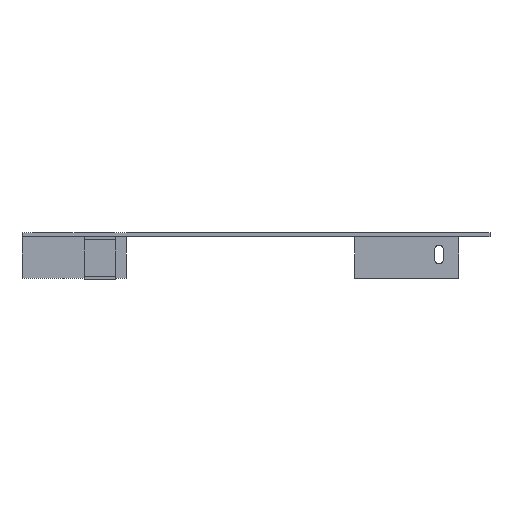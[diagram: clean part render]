
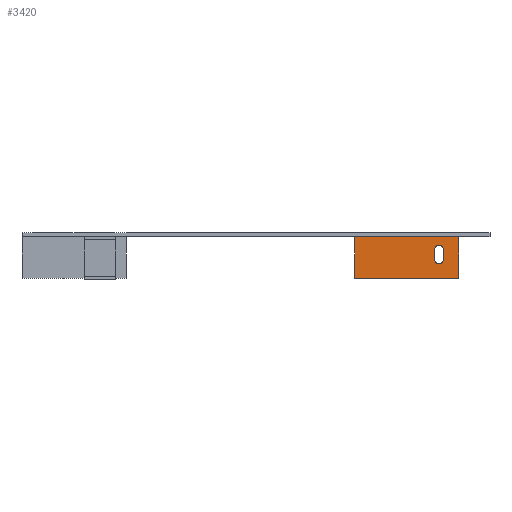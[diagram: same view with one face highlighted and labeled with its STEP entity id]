
A CAD part, front view. The second image highlights one B-rep face of the part: STEP entity #3420.
In plain terms, the highlighted planar face has unit normal (0, -1, 0).
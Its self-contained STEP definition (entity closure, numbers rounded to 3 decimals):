
#141 = VERTEX_POINT('',#142);
#142 = CARTESIAN_POINT('',(420.,350.,0.));
#156 = PLANE('',#157);
#157 = AXIS2_PLACEMENT_3D('',#158,#159,#160);
#158 = CARTESIAN_POINT('',(420.,350.,0.));
#159 = DIRECTION('',(1.,0.,0.));
#160 = DIRECTION('',(0.,1.,0.));
#182 = PLANE('',#183);
#183 = AXIS2_PLACEMENT_3D('',#184,#185,#186);
#184 = CARTESIAN_POINT('',(216.431,219.577,0.));
#185 = DIRECTION('',(0.,0.,1.));
#186 = DIRECTION('',(1.,0.,0.));
#351 = EDGE_CURVE('',#352,#141,#354,.T.);
#352 = VERTEX_POINT('',#353);
#353 = CARTESIAN_POINT('',(320.,350.,0.));
#354 = SURFACE_CURVE('',#355,(#359,#366),.PCURVE_S1.);
#355 = LINE('',#356,#357);
#356 = CARTESIAN_POINT('',(320.,350.,0.));
#357 = VECTOR('',#358,1.);
#358 = DIRECTION('',(1.,0.,0.));
#359 = PCURVE('',#182,#360);
#360 = DEFINITIONAL_REPRESENTATION('',(#361),#365);
#361 = LINE('',#362,#363);
#362 = CARTESIAN_POINT('',(103.569,130.423));
#363 = VECTOR('',#364,1.);
#364 = DIRECTION('',(1.,0.));
#365 = ( GEOMETRIC_REPRESENTATION_CONTEXT(2) 
PARAMETRIC_REPRESENTATION_CONTEXT() REPRESENTATION_CONTEXT('2D SPACE',''
  ) );
#366 = PCURVE('',#367,#372);
#367 = PLANE('',#368);
#368 = AXIS2_PLACEMENT_3D('',#369,#370,#371);
#369 = CARTESIAN_POINT('',(320.,350.,0.));
#370 = DIRECTION('',(0.,-1.,0.));
#371 = DIRECTION('',(1.,0.,0.));
#372 = DEFINITIONAL_REPRESENTATION('',(#373),#377);
#373 = LINE('',#374,#375);
#374 = CARTESIAN_POINT('',(0.,0.));
#375 = VECTOR('',#376,1.);
#376 = DIRECTION('',(1.,0.));
#377 = ( GEOMETRIC_REPRESENTATION_CONTEXT(2) 
PARAMETRIC_REPRESENTATION_CONTEXT() REPRESENTATION_CONTEXT('2D SPACE',''
  ) );
#1431 = EDGE_CURVE('',#141,#1432,#1434,.T.);
#1432 = VERTEX_POINT('',#1433);
#1433 = CARTESIAN_POINT('',(420.,350.,-40.));
#1434 = SURFACE_CURVE('',#1435,(#1439,#1446),.PCURVE_S1.);
#1435 = LINE('',#1436,#1437);
#1436 = CARTESIAN_POINT('',(420.,350.,0.));
#1437 = VECTOR('',#1438,1.);
#1438 = DIRECTION('',(0.,0.,-1.));
#1439 = PCURVE('',#156,#1440);
#1440 = DEFINITIONAL_REPRESENTATION('',(#1441),#1445);
#1441 = LINE('',#1442,#1443);
#1442 = CARTESIAN_POINT('',(0.,0.));
#1443 = VECTOR('',#1444,1.);
#1444 = DIRECTION('',(0.,-1.));
#1445 = ( GEOMETRIC_REPRESENTATION_CONTEXT(2) 
PARAMETRIC_REPRESENTATION_CONTEXT() REPRESENTATION_CONTEXT('2D SPACE',''
  ) );
#1446 = PCURVE('',#367,#1447);
#1447 = DEFINITIONAL_REPRESENTATION('',(#1448),#1452);
#1448 = LINE('',#1449,#1450);
#1449 = CARTESIAN_POINT('',(100.,0.));
#1450 = VECTOR('',#1451,1.);
#1451 = DIRECTION('',(0.,-1.));
#1452 = ( GEOMETRIC_REPRESENTATION_CONTEXT(2) 
PARAMETRIC_REPRESENTATION_CONTEXT() REPRESENTATION_CONTEXT('2D SPACE',''
  ) );
#1470 = PLANE('',#1471);
#1471 = AXIS2_PLACEMENT_3D('',#1472,#1473,#1474);
#1472 = CARTESIAN_POINT('',(210.,351.5,-40.));
#1473 = DIRECTION('',(0.,0.,1.));
#1474 = DIRECTION('',(1.,0.,0.));
#3408 = PLANE('',#3409);
#3409 = AXIS2_PLACEMENT_3D('',#3410,#3411,#3412);
#3410 = CARTESIAN_POINT('',(320.,353.,0.));
#3411 = DIRECTION('',(-1.,-0.,-0.));
#3412 = DIRECTION('',(0.,-1.,0.));
#3420 = ADVANCED_FACE('',(#3421,#3469),#367,.T.);
#3421 = FACE_BOUND('',#3422,.T.);
#3422 = EDGE_LOOP('',(#3423,#3446,#3467,#3468));
#3423 = ORIENTED_EDGE('',*,*,#3424,.T.);
#3424 = EDGE_CURVE('',#352,#3425,#3427,.T.);
#3425 = VERTEX_POINT('',#3426);
#3426 = CARTESIAN_POINT('',(320.,350.,-40.));
#3427 = SURFACE_CURVE('',#3428,(#3432,#3439),.PCURVE_S1.);
#3428 = LINE('',#3429,#3430);
#3429 = CARTESIAN_POINT('',(320.,350.,0.));
#3430 = VECTOR('',#3431,1.);
#3431 = DIRECTION('',(0.,0.,-1.));
#3432 = PCURVE('',#367,#3433);
#3433 = DEFINITIONAL_REPRESENTATION('',(#3434),#3438);
#3434 = LINE('',#3435,#3436);
#3435 = CARTESIAN_POINT('',(0.,0.));
#3436 = VECTOR('',#3437,1.);
#3437 = DIRECTION('',(0.,-1.));
#3438 = ( GEOMETRIC_REPRESENTATION_CONTEXT(2) 
PARAMETRIC_REPRESENTATION_CONTEXT() REPRESENTATION_CONTEXT('2D SPACE',''
  ) );
#3439 = PCURVE('',#3408,#3440);
#3440 = DEFINITIONAL_REPRESENTATION('',(#3441),#3445);
#3441 = LINE('',#3442,#3443);
#3442 = CARTESIAN_POINT('',(3.,0.));
#3443 = VECTOR('',#3444,1.);
#3444 = DIRECTION('',(0.,-1.));
#3445 = ( GEOMETRIC_REPRESENTATION_CONTEXT(2) 
PARAMETRIC_REPRESENTATION_CONTEXT() REPRESENTATION_CONTEXT('2D SPACE',''
  ) );
#3446 = ORIENTED_EDGE('',*,*,#3447,.T.);
#3447 = EDGE_CURVE('',#3425,#1432,#3448,.T.);
#3448 = SURFACE_CURVE('',#3449,(#3453,#3460),.PCURVE_S1.);
#3449 = LINE('',#3450,#3451);
#3450 = CARTESIAN_POINT('',(320.,350.,-40.));
#3451 = VECTOR('',#3452,1.);
#3452 = DIRECTION('',(1.,0.,0.));
#3453 = PCURVE('',#367,#3454);
#3454 = DEFINITIONAL_REPRESENTATION('',(#3455),#3459);
#3455 = LINE('',#3456,#3457);
#3456 = CARTESIAN_POINT('',(0.,-40.));
#3457 = VECTOR('',#3458,1.);
#3458 = DIRECTION('',(1.,0.));
#3459 = ( GEOMETRIC_REPRESENTATION_CONTEXT(2) 
PARAMETRIC_REPRESENTATION_CONTEXT() REPRESENTATION_CONTEXT('2D SPACE',''
  ) );
#3460 = PCURVE('',#1470,#3461);
#3461 = DEFINITIONAL_REPRESENTATION('',(#3462),#3466);
#3462 = LINE('',#3463,#3464);
#3463 = CARTESIAN_POINT('',(110.,-1.5));
#3464 = VECTOR('',#3465,1.);
#3465 = DIRECTION('',(1.,0.));
#3466 = ( GEOMETRIC_REPRESENTATION_CONTEXT(2) 
PARAMETRIC_REPRESENTATION_CONTEXT() REPRESENTATION_CONTEXT('2D SPACE',''
  ) );
#3467 = ORIENTED_EDGE('',*,*,#1431,.F.);
#3468 = ORIENTED_EDGE('',*,*,#351,.F.);
#3469 = FACE_BOUND('',#3470,.T.);
#3470 = EDGE_LOOP('',(#3471,#3501,#3534,#3562));
#3471 = ORIENTED_EDGE('',*,*,#3472,.F.);
#3472 = EDGE_CURVE('',#3473,#3475,#3477,.T.);
#3473 = VERTEX_POINT('',#3474);
#3474 = CARTESIAN_POINT('',(397.,350.,-12.));
#3475 = VERTEX_POINT('',#3476);
#3476 = CARTESIAN_POINT('',(397.,350.,-22.));
#3477 = SURFACE_CURVE('',#3478,(#3482,#3489),.PCURVE_S1.);
#3478 = LINE('',#3479,#3480);
#3479 = CARTESIAN_POINT('',(397.,350.,-11.));
#3480 = VECTOR('',#3481,1.);
#3481 = DIRECTION('',(-0.,-0.,-1.));
#3482 = PCURVE('',#367,#3483);
#3483 = DEFINITIONAL_REPRESENTATION('',(#3484),#3488);
#3484 = LINE('',#3485,#3486);
#3485 = CARTESIAN_POINT('',(77.,-11.));
#3486 = VECTOR('',#3487,1.);
#3487 = DIRECTION('',(0.,-1.));
#3488 = ( GEOMETRIC_REPRESENTATION_CONTEXT(2) 
PARAMETRIC_REPRESENTATION_CONTEXT() REPRESENTATION_CONTEXT('2D SPACE',''
  ) );
#3489 = PCURVE('',#3490,#3495);
#3490 = PLANE('',#3491);
#3491 = AXIS2_PLACEMENT_3D('',#3492,#3493,#3494);
#3492 = CARTESIAN_POINT('',(397.,353.,-22.));
#3493 = DIRECTION('',(-1.,0.,0.));
#3494 = DIRECTION('',(0.,0.,1.));
#3495 = DEFINITIONAL_REPRESENTATION('',(#3496),#3500);
#3496 = LINE('',#3497,#3498);
#3497 = CARTESIAN_POINT('',(11.,-3.));
#3498 = VECTOR('',#3499,1.);
#3499 = DIRECTION('',(-1.,0.));
#3500 = ( GEOMETRIC_REPRESENTATION_CONTEXT(2) 
PARAMETRIC_REPRESENTATION_CONTEXT() REPRESENTATION_CONTEXT('2D SPACE',''
  ) );
#3501 = ORIENTED_EDGE('',*,*,#3502,.T.);
#3502 = EDGE_CURVE('',#3473,#3503,#3505,.T.);
#3503 = VERTEX_POINT('',#3504);
#3504 = CARTESIAN_POINT('',(405.,350.,-12.));
#3505 = SURFACE_CURVE('',#3506,(#3511,#3522),.PCURVE_S1.);
#3506 = CIRCLE('',#3507,4.);
#3507 = AXIS2_PLACEMENT_3D('',#3508,#3509,#3510);
#3508 = CARTESIAN_POINT('',(401.,350.,-12.));
#3509 = DIRECTION('',(0.,1.,0.));
#3510 = DIRECTION('',(-1.,0.,0.));
#3511 = PCURVE('',#367,#3512);
#3512 = DEFINITIONAL_REPRESENTATION('',(#3513),#3521);
#3513 = ( BOUNDED_CURVE() B_SPLINE_CURVE(2,(#3514,#3515,#3516,#3517,
#3518,#3519,#3520),.UNSPECIFIED.,.T.,.F.) B_SPLINE_CURVE_WITH_KNOTS((1,2
    ,2,2,2,1),(-2.094,0.,2.094,4.189,
6.283,8.378),.UNSPECIFIED.) CURVE() 
GEOMETRIC_REPRESENTATION_ITEM() RATIONAL_B_SPLINE_CURVE((1.,0.5,1.,0.5,
1.,0.5,1.)) REPRESENTATION_ITEM('') );
#3514 = CARTESIAN_POINT('',(77.,-12.));
#3515 = CARTESIAN_POINT('',(77.,-5.072));
#3516 = CARTESIAN_POINT('',(83.,-8.536));
#3517 = CARTESIAN_POINT('',(89.,-12.));
#3518 = CARTESIAN_POINT('',(83.,-15.464));
#3519 = CARTESIAN_POINT('',(77.,-18.928));
#3520 = CARTESIAN_POINT('',(77.,-12.));
#3521 = ( GEOMETRIC_REPRESENTATION_CONTEXT(2) 
PARAMETRIC_REPRESENTATION_CONTEXT() REPRESENTATION_CONTEXT('2D SPACE',''
  ) );
#3522 = PCURVE('',#3523,#3528);
#3523 = CYLINDRICAL_SURFACE('',#3524,4.);
#3524 = AXIS2_PLACEMENT_3D('',#3525,#3526,#3527);
#3525 = CARTESIAN_POINT('',(401.,353.,-12.));
#3526 = DIRECTION('',(0.,1.,0.));
#3527 = DIRECTION('',(-1.,0.,0.));
#3528 = DEFINITIONAL_REPRESENTATION('',(#3529),#3533);
#3529 = LINE('',#3530,#3531);
#3530 = CARTESIAN_POINT('',(0.,-3.));
#3531 = VECTOR('',#3532,1.);
#3532 = DIRECTION('',(1.,0.));
#3533 = ( GEOMETRIC_REPRESENTATION_CONTEXT(2) 
PARAMETRIC_REPRESENTATION_CONTEXT() REPRESENTATION_CONTEXT('2D SPACE',''
  ) );
#3534 = ORIENTED_EDGE('',*,*,#3535,.F.);
#3535 = EDGE_CURVE('',#3536,#3503,#3538,.T.);
#3536 = VERTEX_POINT('',#3537);
#3537 = CARTESIAN_POINT('',(405.,350.,-22.));
#3538 = SURFACE_CURVE('',#3539,(#3543,#3550),.PCURVE_S1.);
#3539 = LINE('',#3540,#3541);
#3540 = CARTESIAN_POINT('',(405.,350.,-6.));
#3541 = VECTOR('',#3542,1.);
#3542 = DIRECTION('',(0.,0.,1.));
#3543 = PCURVE('',#367,#3544);
#3544 = DEFINITIONAL_REPRESENTATION('',(#3545),#3549);
#3545 = LINE('',#3546,#3547);
#3546 = CARTESIAN_POINT('',(85.,-6.));
#3547 = VECTOR('',#3548,1.);
#3548 = DIRECTION('',(0.,1.));
#3549 = ( GEOMETRIC_REPRESENTATION_CONTEXT(2) 
PARAMETRIC_REPRESENTATION_CONTEXT() REPRESENTATION_CONTEXT('2D SPACE',''
  ) );
#3550 = PCURVE('',#3551,#3556);
#3551 = PLANE('',#3552);
#3552 = AXIS2_PLACEMENT_3D('',#3553,#3554,#3555);
#3553 = CARTESIAN_POINT('',(405.,353.,-12.));
#3554 = DIRECTION('',(1.,0.,0.));
#3555 = DIRECTION('',(0.,0.,-1.));
#3556 = DEFINITIONAL_REPRESENTATION('',(#3557),#3561);
#3557 = LINE('',#3558,#3559);
#3558 = CARTESIAN_POINT('',(-6.,-3.));
#3559 = VECTOR('',#3560,1.);
#3560 = DIRECTION('',(-1.,0.));
#3561 = ( GEOMETRIC_REPRESENTATION_CONTEXT(2) 
PARAMETRIC_REPRESENTATION_CONTEXT() REPRESENTATION_CONTEXT('2D SPACE',''
  ) );
#3562 = ORIENTED_EDGE('',*,*,#3563,.T.);
#3563 = EDGE_CURVE('',#3536,#3475,#3564,.T.);
#3564 = SURFACE_CURVE('',#3565,(#3570,#3581),.PCURVE_S1.);
#3565 = CIRCLE('',#3566,4.);
#3566 = AXIS2_PLACEMENT_3D('',#3567,#3568,#3569);
#3567 = CARTESIAN_POINT('',(401.,350.,-22.));
#3568 = DIRECTION('',(0.,1.,0.));
#3569 = DIRECTION('',(-1.,0.,0.));
#3570 = PCURVE('',#367,#3571);
#3571 = DEFINITIONAL_REPRESENTATION('',(#3572),#3580);
#3572 = ( BOUNDED_CURVE() B_SPLINE_CURVE(2,(#3573,#3574,#3575,#3576,
#3577,#3578,#3579),.UNSPECIFIED.,.T.,.F.) B_SPLINE_CURVE_WITH_KNOTS((1,2
    ,2,2,2,1),(-2.094,0.,2.094,4.189,
6.283,8.378),.UNSPECIFIED.) CURVE() 
GEOMETRIC_REPRESENTATION_ITEM() RATIONAL_B_SPLINE_CURVE((1.,0.5,1.,0.5,
1.,0.5,1.)) REPRESENTATION_ITEM('') );
#3573 = CARTESIAN_POINT('',(77.,-22.));
#3574 = CARTESIAN_POINT('',(77.,-15.072));
#3575 = CARTESIAN_POINT('',(83.,-18.536));
#3576 = CARTESIAN_POINT('',(89.,-22.));
#3577 = CARTESIAN_POINT('',(83.,-25.464));
#3578 = CARTESIAN_POINT('',(77.,-28.928));
#3579 = CARTESIAN_POINT('',(77.,-22.));
#3580 = ( GEOMETRIC_REPRESENTATION_CONTEXT(2) 
PARAMETRIC_REPRESENTATION_CONTEXT() REPRESENTATION_CONTEXT('2D SPACE',''
  ) );
#3581 = PCURVE('',#3582,#3587);
#3582 = CYLINDRICAL_SURFACE('',#3583,4.);
#3583 = AXIS2_PLACEMENT_3D('',#3584,#3585,#3586);
#3584 = CARTESIAN_POINT('',(401.,353.,-22.));
#3585 = DIRECTION('',(0.,1.,0.));
#3586 = DIRECTION('',(-1.,0.,0.));
#3587 = DEFINITIONAL_REPRESENTATION('',(#3588),#3592);
#3588 = LINE('',#3589,#3590);
#3589 = CARTESIAN_POINT('',(0.,-3.));
#3590 = VECTOR('',#3591,1.);
#3591 = DIRECTION('',(1.,0.));
#3592 = ( GEOMETRIC_REPRESENTATION_CONTEXT(2) 
PARAMETRIC_REPRESENTATION_CONTEXT() REPRESENTATION_CONTEXT('2D SPACE',''
  ) );
